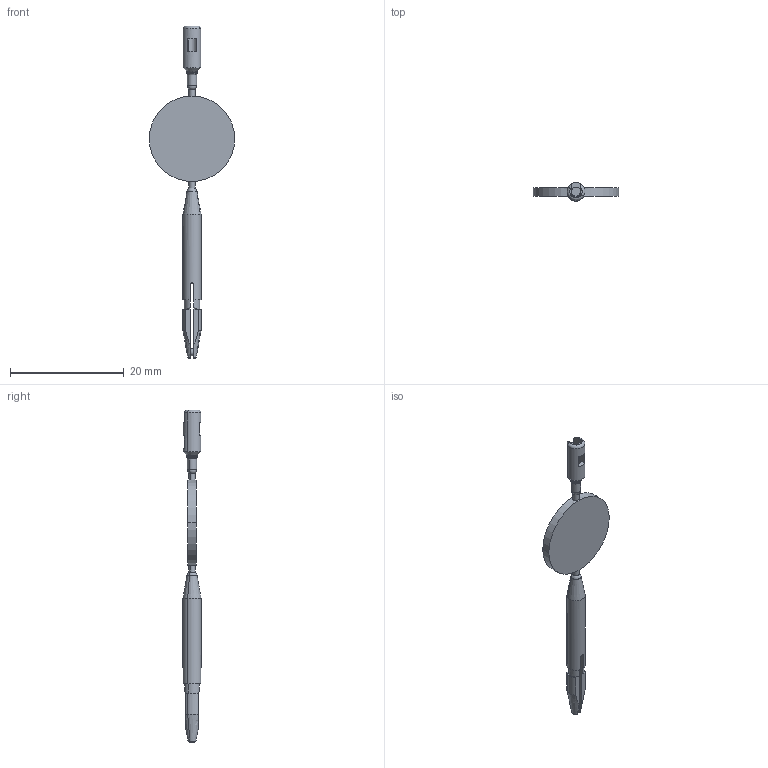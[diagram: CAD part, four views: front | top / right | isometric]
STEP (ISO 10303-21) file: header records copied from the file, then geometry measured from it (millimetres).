
FILE_DESCRIPTION(('CATIA V5 STEP Exchange','CAx-IF Rec.Pracs.--- Model Styling and Organization---1.2---2011-12-15'),'2;1');
FILE_NAME ('D1452835_0_1567430000_1567430000.stp','2018-09-22T12:43:59+00:00',('none'),('Weidmueller'),'CATIA Version 5-6 Release 2014','CATIA V5 STEP AP214','none');
FILE_SCHEMA(('AUTOMOTIVE_DESIGN { 1 0 10303 214 1 1 1 1 }'));
Length unit declared in the file: millimetre
Products named in the file (1): 1567430000
Bounding box: 15 x 3.2 x 58.3 mm (x, y, z)
Volume: 482.6 mm3; surface area: 885.9 mm2
Topology: 1 solids, 1 shells, 86 faces, 217 edges, 133 vertices
Faces by surface type: plane 34, cylinder 25, cone 12, torus 9, sphere 6
Entity records: 2501 total; most frequent: CARTESIAN_POINT 667, ORIENTED_EDGE 434, DIRECTION 267, EDGE_CURVE 217, VERTEX_POINT 133, AXIS2_PLACEMENT_3D 130, VECTOR 97, LINE 97
